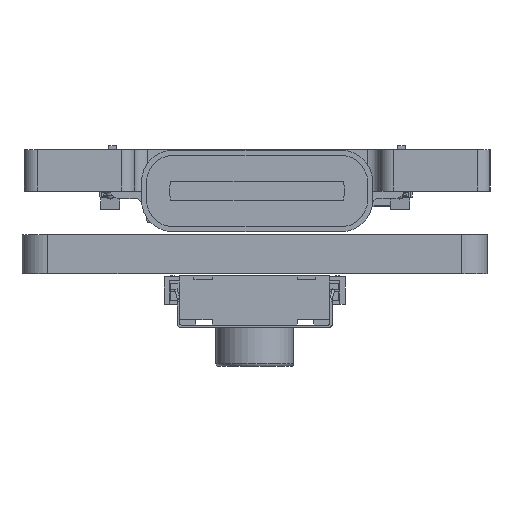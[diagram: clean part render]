
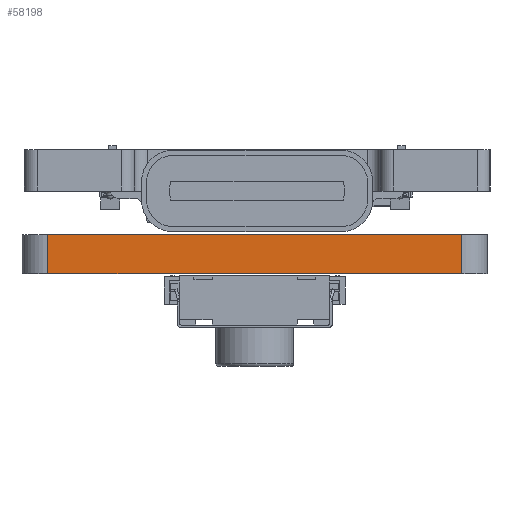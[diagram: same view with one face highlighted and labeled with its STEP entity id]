
A CAD part, left-side view. The second image highlights one B-rep face of the part: STEP entity #58198.
In plain terms, the highlighted planar face has unit normal (-1, 0, 0).
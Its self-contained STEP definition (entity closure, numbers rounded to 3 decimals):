
#57495 = VERTEX_POINT('',#57496);
#57496 = CARTESIAN_POINT('',(100.,-101.,0.));
#57503 = EDGE_CURVE('',#57504,#57495,#57506,.T.);
#57504 = VERTEX_POINT('',#57505);
#57505 = CARTESIAN_POINT('',(100.,-117.,0.));
#57506 = LINE('',#57507,#57508);
#57507 = CARTESIAN_POINT('',(100.,-117.,0.));
#57508 = VECTOR('',#57509,1.);
#57509 = DIRECTION('',(0.,1.,0.));
#57833 = VERTEX_POINT('',#57834);
#57834 = CARTESIAN_POINT('',(100.,-101.,1.51));
#57841 = EDGE_CURVE('',#57842,#57833,#57844,.T.);
#57842 = VERTEX_POINT('',#57843);
#57843 = CARTESIAN_POINT('',(100.,-117.,1.51));
#57844 = LINE('',#57845,#57846);
#57845 = CARTESIAN_POINT('',(100.,-117.,1.51));
#57846 = VECTOR('',#57847,1.);
#57847 = DIRECTION('',(0.,1.,0.));
#58168 = EDGE_CURVE('',#57495,#57833,#58169,.T.);
#58169 = LINE('',#58170,#58171);
#58170 = CARTESIAN_POINT('',(100.,-101.,0.));
#58171 = VECTOR('',#58172,1.);
#58172 = DIRECTION('',(0.,0.,1.));
#58198 = ADVANCED_FACE('',(#58199),#58210,.T.);
#58199 = FACE_BOUND('',#58200,.T.);
#58200 = EDGE_LOOP('',(#58201,#58207,#58208,#58209));
#58201 = ORIENTED_EDGE('',*,*,#58202,.T.);
#58202 = EDGE_CURVE('',#57504,#57842,#58203,.T.);
#58203 = LINE('',#58204,#58205);
#58204 = CARTESIAN_POINT('',(100.,-117.,0.));
#58205 = VECTOR('',#58206,1.);
#58206 = DIRECTION('',(0.,0.,1.));
#58207 = ORIENTED_EDGE('',*,*,#57841,.T.);
#58208 = ORIENTED_EDGE('',*,*,#58168,.F.);
#58209 = ORIENTED_EDGE('',*,*,#57503,.F.);
#58210 = PLANE('',#58211);
#58211 = AXIS2_PLACEMENT_3D('',#58212,#58213,#58214);
#58212 = CARTESIAN_POINT('',(100.,-117.,0.));
#58213 = DIRECTION('',(-1.,0.,0.));
#58214 = DIRECTION('',(0.,1.,0.));
